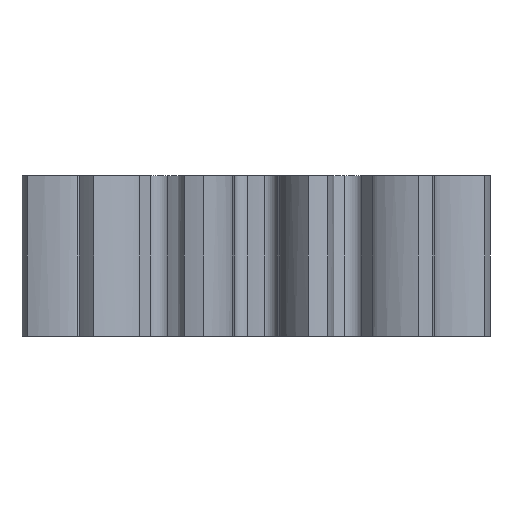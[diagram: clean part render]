
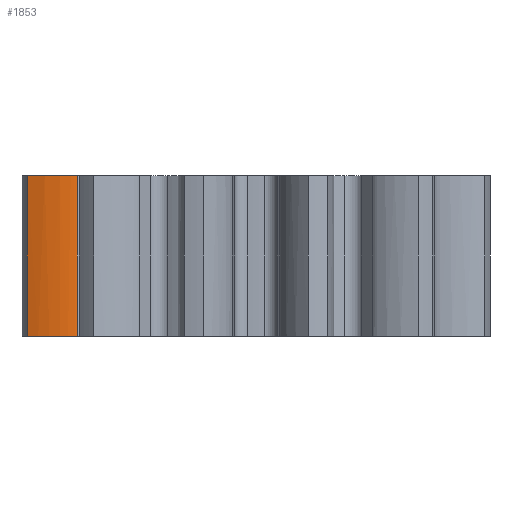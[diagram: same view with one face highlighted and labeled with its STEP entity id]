
A CAD part, front view. The second image highlights one B-rep face of the part: STEP entity #1853.
In plain terms, the highlighted free-form (B-spline) face has degree [3, 1] with [13, 2] control points.
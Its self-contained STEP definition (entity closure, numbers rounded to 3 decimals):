
#205=FACE_OUTER_BOUND('',#305,.T.);
#305=EDGE_LOOP('',(#1271,#1272,#1273,#1274));
#411=LINE('',#2822,#559);
#412=LINE('',#2877,#560);
#559=VECTOR('',#2185,10.);
#560=VECTOR('',#2186,10.);
#699=B_SPLINE_CURVE_WITH_KNOTS('',3,(#2850,#2851,#2852,#2853,#2854,#2855,
#2856,#2857,#2858,#2859,#2860,#2861,#2862),.UNSPECIFIED.,.F.,.F.,(4,3,3,
3,4),(-0.99,-0.958,-0.401,-0.127,
0.),.UNSPECIFIED.);
#700=B_SPLINE_CURVE_WITH_KNOTS('',3,(#2864,#2865,#2866,#2867,#2868,#2869,
#2870,#2871,#2872,#2873,#2874,#2875,#2876),.UNSPECIFIED.,.F.,.F.,(4,3,3,
3,4),(0.,0.127,0.401,0.958,0.99),
 .UNSPECIFIED.);
#761=VERTEX_POINT('',#2818);
#762=VERTEX_POINT('',#2820);
#763=VERTEX_POINT('',#2849);
#764=VERTEX_POINT('',#2863);
#967=EDGE_CURVE('',#761,#762,#411,.T.);
#968=EDGE_CURVE('',#761,#763,#699,.T.);
#969=EDGE_CURVE('',#764,#762,#700,.T.);
#970=EDGE_CURVE('',#763,#764,#412,.T.);
#1271=ORIENTED_EDGE('',*,*,#968,.F.);
#1272=ORIENTED_EDGE('',*,*,#967,.T.);
#1273=ORIENTED_EDGE('',*,*,#969,.F.);
#1274=ORIENTED_EDGE('',*,*,#970,.F.);
#1822=B_SPLINE_SURFACE_WITH_KNOTS('',3,1,((#2823,#2824),(#2825,#2826),(#2827,
#2828),(#2829,#2830),(#2831,#2832),(#2833,#2834),(#2835,#2836),(#2837,#2838),
(#2839,#2840),(#2841,#2842),(#2843,#2844),(#2845,#2846),(#2847,#2848)),
 .UNSPECIFIED.,.F.,.F.,.F.,(4,3,3,3,4),(2,2),(0.,0.127,0.401,
0.958,0.99),(0.,0.7),.UNSPECIFIED.);
#1853=ADVANCED_FACE('',(#205),#1822,.T.);
#2185=DIRECTION('',(0.,0.,-1.));
#2186=DIRECTION('',(0.,0.,-1.));
#2818=CARTESIAN_POINT('',(-8.823,-5.6,7.));
#2820=CARTESIAN_POINT('',(-8.823,-5.6,0.));
#2822=CARTESIAN_POINT('',(-8.823,-5.6,7.));
#2823=CARTESIAN_POINT('Ctrl Pts',(-6.663,-5.209,7.));
#2824=CARTESIAN_POINT('Ctrl Pts',(-6.663,-5.209,0.));
#2825=CARTESIAN_POINT('Ctrl Pts',(-6.733,-5.264,7.));
#2826=CARTESIAN_POINT('Ctrl Pts',(-6.733,-5.264,0.));
#2827=CARTESIAN_POINT('Ctrl Pts',(-6.812,-5.297,7.));
#2828=CARTESIAN_POINT('Ctrl Pts',(-6.812,-5.297,0.));
#2829=CARTESIAN_POINT('Ctrl Pts',(-6.889,-5.331,7.));
#2830=CARTESIAN_POINT('Ctrl Pts',(-6.889,-5.331,0.));
#2831=CARTESIAN_POINT('Ctrl Pts',(-7.065,-5.411,7.));
#2832=CARTESIAN_POINT('Ctrl Pts',(-7.065,-5.411,0.));
#2833=CARTESIAN_POINT('Ctrl Pts',(-7.256,-5.467,7.));
#2834=CARTESIAN_POINT('Ctrl Pts',(-7.256,-5.467,0.));
#2835=CARTESIAN_POINT('Ctrl Pts',(-7.454,-5.51,7.));
#2836=CARTESIAN_POINT('Ctrl Pts',(-7.454,-5.51,0.));
#2837=CARTESIAN_POINT('Ctrl Pts',(-7.857,-5.598,7.));
#2838=CARTESIAN_POINT('Ctrl Pts',(-7.857,-5.598,0.));
#2839=CARTESIAN_POINT('Ctrl Pts',(-8.294,-5.626,7.));
#2840=CARTESIAN_POINT('Ctrl Pts',(-8.294,-5.626,0.));
#2841=CARTESIAN_POINT('Ctrl Pts',(-8.745,-5.604,7.));
#2842=CARTESIAN_POINT('Ctrl Pts',(-8.745,-5.604,0.));
#2843=CARTESIAN_POINT('Ctrl Pts',(-8.771,-5.603,7.));
#2844=CARTESIAN_POINT('Ctrl Pts',(-8.771,-5.603,0.));
#2845=CARTESIAN_POINT('Ctrl Pts',(-8.797,-5.602,7.));
#2846=CARTESIAN_POINT('Ctrl Pts',(-8.797,-5.602,0.));
#2847=CARTESIAN_POINT('Ctrl Pts',(-8.823,-5.6,7.));
#2848=CARTESIAN_POINT('Ctrl Pts',(-8.823,-5.6,0.));
#2849=CARTESIAN_POINT('',(-6.663,-5.209,7.));
#2850=CARTESIAN_POINT('Ctrl Pts',(-8.823,-5.6,7.));
#2851=CARTESIAN_POINT('Ctrl Pts',(-8.797,-5.602,7.));
#2852=CARTESIAN_POINT('Ctrl Pts',(-8.771,-5.603,7.));
#2853=CARTESIAN_POINT('Ctrl Pts',(-8.745,-5.604,7.));
#2854=CARTESIAN_POINT('Ctrl Pts',(-8.294,-5.626,7.));
#2855=CARTESIAN_POINT('Ctrl Pts',(-7.857,-5.598,7.));
#2856=CARTESIAN_POINT('Ctrl Pts',(-7.454,-5.51,7.));
#2857=CARTESIAN_POINT('Ctrl Pts',(-7.256,-5.467,7.));
#2858=CARTESIAN_POINT('Ctrl Pts',(-7.065,-5.411,7.));
#2859=CARTESIAN_POINT('Ctrl Pts',(-6.889,-5.331,7.));
#2860=CARTESIAN_POINT('Ctrl Pts',(-6.812,-5.297,7.));
#2861=CARTESIAN_POINT('Ctrl Pts',(-6.733,-5.264,7.));
#2862=CARTESIAN_POINT('Ctrl Pts',(-6.663,-5.209,7.));
#2863=CARTESIAN_POINT('',(-6.663,-5.209,0.));
#2864=CARTESIAN_POINT('Ctrl Pts',(-6.663,-5.209,0.));
#2865=CARTESIAN_POINT('Ctrl Pts',(-6.733,-5.264,0.));
#2866=CARTESIAN_POINT('Ctrl Pts',(-6.812,-5.297,0.));
#2867=CARTESIAN_POINT('Ctrl Pts',(-6.889,-5.331,0.));
#2868=CARTESIAN_POINT('Ctrl Pts',(-7.065,-5.411,0.));
#2869=CARTESIAN_POINT('Ctrl Pts',(-7.256,-5.467,0.));
#2870=CARTESIAN_POINT('Ctrl Pts',(-7.454,-5.51,0.));
#2871=CARTESIAN_POINT('Ctrl Pts',(-7.857,-5.598,0.));
#2872=CARTESIAN_POINT('Ctrl Pts',(-8.294,-5.626,0.));
#2873=CARTESIAN_POINT('Ctrl Pts',(-8.745,-5.604,0.));
#2874=CARTESIAN_POINT('Ctrl Pts',(-8.771,-5.603,0.));
#2875=CARTESIAN_POINT('Ctrl Pts',(-8.797,-5.602,0.));
#2876=CARTESIAN_POINT('Ctrl Pts',(-8.823,-5.6,0.));
#2877=CARTESIAN_POINT('',(-6.663,-5.209,7.));
